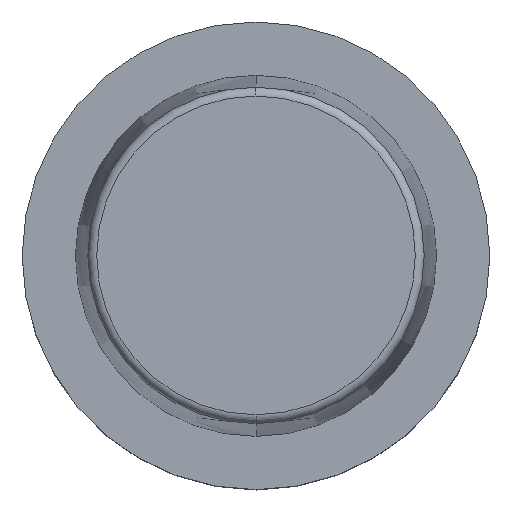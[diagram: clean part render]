
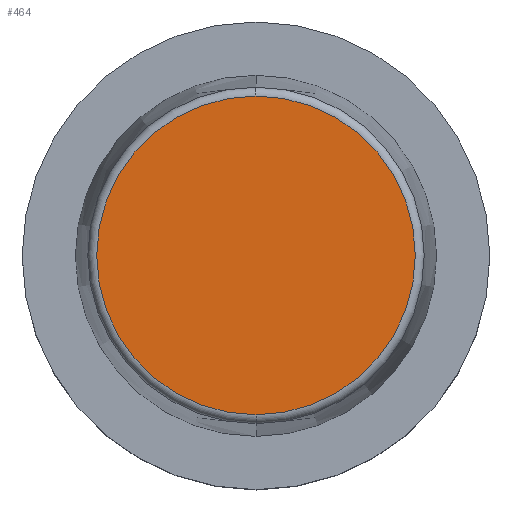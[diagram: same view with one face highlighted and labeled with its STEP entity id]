
A CAD part, top view. The second image highlights one B-rep face of the part: STEP entity #464.
In plain terms, the highlighted planar face has unit normal (0, 0, 1).
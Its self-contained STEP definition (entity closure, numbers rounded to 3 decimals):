
#356=EDGE_CURVE('',#376,#522,#765,.T.);
#376=VERTEX_POINT('',#785);
#464=ADVANCED_FACE('',(#885),#886,.T.);
#522=VERTEX_POINT('',#955);
#586=EDGE_CURVE('',#522,#376,#1029,.T.);
#765=CIRCLE('',#1250,21.462);
#785=CARTESIAN_POINT('',(0.,-21.462,32.0));
#885=FACE_OUTER_BOUND('',#1403,.T.);
#886=PLANE('',#1404);
#955=CARTESIAN_POINT('',(0.0,21.462,32.0));
#1029=CIRCLE('',#1583,21.462);
#1250=AXIS2_PLACEMENT_3D('',#1795,#1796,#1797);
#1403=EDGE_LOOP('',(#1936,#1937));
#1404=AXIS2_PLACEMENT_3D('',#1938,#1939,#1940);
#1583=AXIS2_PLACEMENT_3D('',#2153,#2154,#2155);
#1795=CARTESIAN_POINT('',(0.0,0.0,32.0));
#1796=DIRECTION('',(0.0,0.0,-1.0));
#1797=DIRECTION('',(0.0,1.0,0.0));
#1936=ORIENTED_EDGE('',*,*,#586,.F.);
#1937=ORIENTED_EDGE('',*,*,#356,.F.);
#1938=CARTESIAN_POINT('',(0.0,10.731,32.0));
#1939=DIRECTION('',(-0.0,0.0,1.0));
#1940=DIRECTION('',(0.0,-1.0,0.0));
#2153=CARTESIAN_POINT('',(0.0,0.0,32.0));
#2154=DIRECTION('',(0.0,0.0,-1.0));
#2155=DIRECTION('',(0.0,1.0,0.0));
